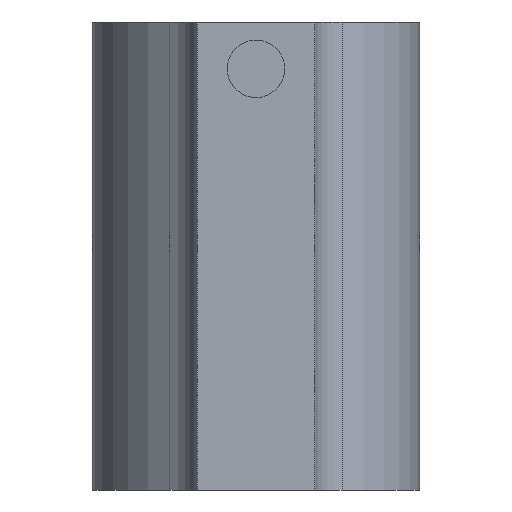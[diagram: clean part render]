
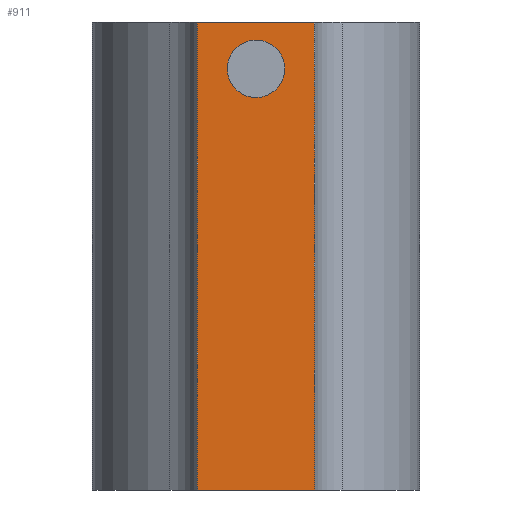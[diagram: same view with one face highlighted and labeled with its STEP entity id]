
A CAD part, front view. The second image highlights one B-rep face of the part: STEP entity #911.
In plain terms, the highlighted planar face has unit normal (0, -1, 0).
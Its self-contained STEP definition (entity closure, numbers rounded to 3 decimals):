
#127=CARTESIAN_POINT('Vertex',(5.,-40.,40.)) ;
#130=CARTESIAN_POINT('Line Origine',(5.,-40.,20.)) ;
#134=CARTESIAN_POINT('Vertex',(5.,-40.,0.)) ;
#190=CARTESIAN_POINT('Line Origine',(0.,-40.,0.)) ;
#194=CARTESIAN_POINT('Vertex',(-5.,-40.,0.)) ;
#382=CARTESIAN_POINT('Axis2P3D Location',(0.,-40.,36.)) ;
#386=CARTESIAN_POINT('Vertex',(2.158,-40.,34.821)) ;
#388=CARTESIAN_POINT('Vertex',(-2.158,-40.,37.179)) ;
#417=CARTESIAN_POINT('Axis2P3D Location',(0.,-40.,36.)) ;
#864=CARTESIAN_POINT('Vertex',(-5.,-40.,40.)) ;
#867=CARTESIAN_POINT('Line Origine',(0.,-40.,40.)) ;
#891=CARTESIAN_POINT('Axis2P3D Location',(5.,-40.,0.)) ;
#896=CARTESIAN_POINT('Line Origine',(-5.,-40.,20.)) ;
#131=DIRECTION('Vector Direction',(0.,0.,1.)) ;
#191=DIRECTION('Vector Direction',(-1.,0.,0.)) ;
#383=DIRECTION('Axis2P3D Direction',(-0.,1.,0.)) ;
#418=DIRECTION('Axis2P3D Direction',(-0.,1.,0.)) ;
#868=DIRECTION('Vector Direction',(-1.,0.,0.)) ;
#892=DIRECTION('Axis2P3D Direction',(0.,1.,-0.)) ;
#893=DIRECTION('Axis2P3D XDirection',(-1.,0.,0.)) ;
#897=DIRECTION('Vector Direction',(0.,0.,1.)) ;
#384=AXIS2_PLACEMENT_3D('Circle Axis2P3D',#382,#383,$) ;
#419=AXIS2_PLACEMENT_3D('Circle Axis2P3D',#417,#418,$) ;
#894=AXIS2_PLACEMENT_3D('Plane Axis2P3D',#891,#892,#893) ;
#902=ORIENTED_EDGE('',*,*,#900,.F.) ;
#903=ORIENTED_EDGE('',*,*,#196,.T.) ;
#904=ORIENTED_EDGE('',*,*,#136,.T.) ;
#905=ORIENTED_EDGE('',*,*,#871,.F.) ;
#908=ORIENTED_EDGE('',*,*,#421,.T.) ;
#909=ORIENTED_EDGE('',*,*,#390,.T.) ;
#910=FACE_BOUND('',#907,.T.) ;
#132=VECTOR('Line Direction',#131,1.) ;
#192=VECTOR('Line Direction',#191,1.) ;
#869=VECTOR('Line Direction',#868,1.) ;
#898=VECTOR('Line Direction',#897,1.) ;
#911=ADVANCED_FACE('Corps principal',(#906,#910),#895,.F.) ;
#385=CIRCLE('generated circle',#384,2.459) ;
#420=CIRCLE('generated circle',#419,2.459) ;
#136=EDGE_CURVE('',#135,#128,#133,.T.) ;
#196=EDGE_CURVE('',#195,#135,#193,.F.) ;
#390=EDGE_CURVE('',#387,#389,#385,.T.) ;
#421=EDGE_CURVE('',#389,#387,#420,.T.) ;
#871=EDGE_CURVE('',#865,#128,#870,.F.) ;
#900=EDGE_CURVE('',#195,#865,#899,.T.) ;
#901=EDGE_LOOP('',(#902,#903,#904,#905)) ;
#907=EDGE_LOOP('',(#908,#909)) ;
#906=FACE_OUTER_BOUND('',#901,.T.) ;
#133=LINE('Line',#130,#132) ;
#193=LINE('Line',#190,#192) ;
#870=LINE('Line',#867,#869) ;
#899=LINE('Line',#896,#898) ;
#895=PLANE('Plane',#894) ;
#128=VERTEX_POINT('',#127) ;
#135=VERTEX_POINT('',#134) ;
#195=VERTEX_POINT('',#194) ;
#387=VERTEX_POINT('',#386) ;
#389=VERTEX_POINT('',#388) ;
#865=VERTEX_POINT('',#864) ;
